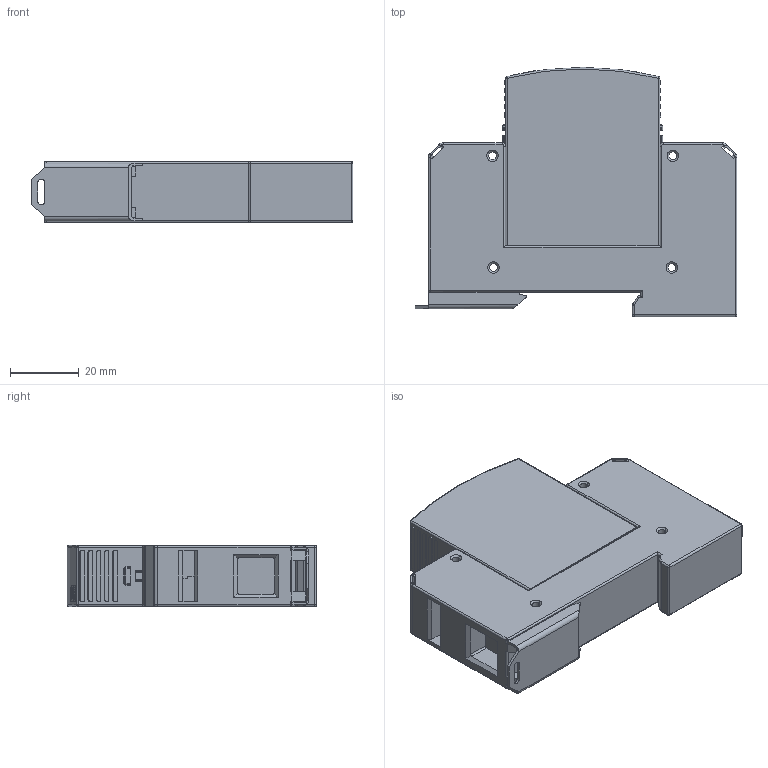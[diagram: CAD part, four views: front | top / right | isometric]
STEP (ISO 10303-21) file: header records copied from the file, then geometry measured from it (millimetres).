
FILE_DESCRIPTION((''),'2;1');
FILE_NAME('ASM0009_ASM','2021-03-02T',('marketing.praksa'),('Audax d.o.o.'),'CREO PARAMETRIC BY PTC INC, 2017480','CREO PARAMETRIC BY PTC INC, 2017480','');
FILE_SCHEMA(('AUTOMOTIVE_DESIGN { 1 0 10303 214 1 1 1 1 }'));
Products named in the file (12): PRT0065; PRT0066; PRT0045_1_1_2_3_4_5_1_1_1_1_2; PRT0049_1_1_2_3_4_5_1_1_1_1_2; PRT0050_1_1_2_3_4_5_1_1_1_1_2; PRT0051_1_1_2_3_4_5_1_1_1_1_2; TMP_DWG_65_1_1_1_2_1_2_3_1_2_28; TMP_DWG_65_1_2_1_2_1_2_3_1_2_28; TMP_DWG_65_1_3_1_2_1_2_3_1_2_28; BAZA_1TE_B2S_RC_ZASKOK_19_2__21; BAZA_1TE_B2S_RC_ZASKOK_19_3__21; ASM0009_ASM
Assembly tree (11 placements, depth 2):
  ASM0009_ASM
    PRT0065
    PRT0066
    PRT0045_1_1_2_3_4_5_1_1_1_1_2
    PRT0049_1_1_2_3_4_5_1_1_1_1_2
    PRT0050_1_1_2_3_4_5_1_1_1_1_2
    PRT0051_1_1_2_3_4_5_1_1_1_1_2
    TMP_DWG_65_1_1_1_2_1_2_3_1_2_28
    TMP_DWG_65_1_2_1_2_1_2_3_1_2_28
    TMP_DWG_65_1_3_1_2_1_2_3_1_2_28
    BAZA_1TE_B2S_RC_ZASKOK_19_2__21
    BAZA_1TE_B2S_RC_ZASKOK_19_3__21
Bounding box: 93.9 x 72.7 x 17.8 mm (x, y, z)
Volume: 87120.2 mm3; surface area: 25181.9 mm2
Topology: 11 solids, 11 shells, 629 faces, 1697 edges, 1100 vertices
Faces by surface type: plane 333, cylinder 198, cone 34, torus 30, sphere 18, bspline 16
Entity records: 26855 total; most frequent: CARTESIAN_POINT 4792, ORIENTED_EDGE 3358, DIRECTION 3307, PRESENTATION_STYLE_ASSIGNMENT 1730, STYLED_ITEM 1730, CURVE_STYLE 1679, EDGE_CURVE 1679, AXIS2_PLACEMENT_3D 1152
